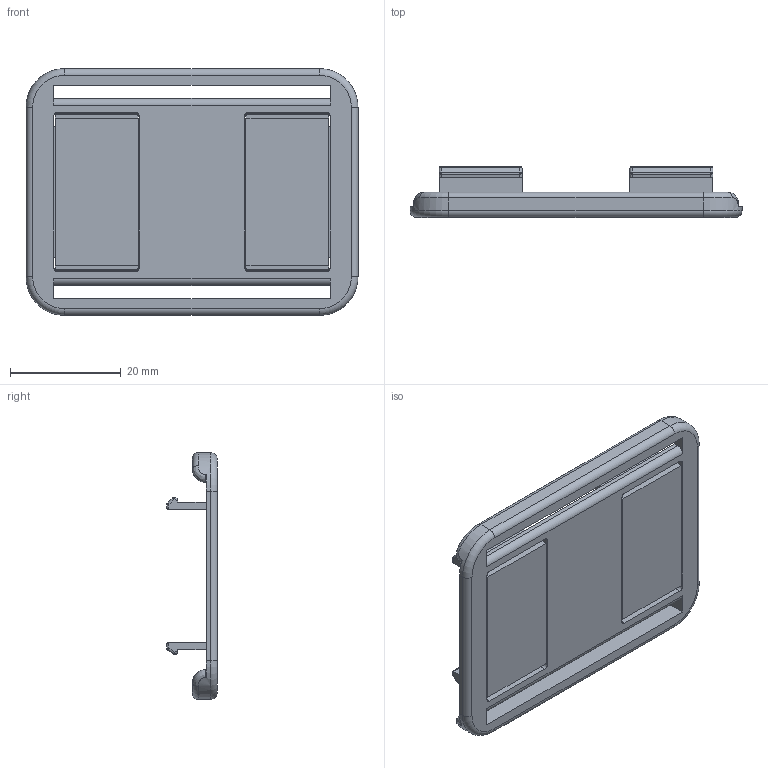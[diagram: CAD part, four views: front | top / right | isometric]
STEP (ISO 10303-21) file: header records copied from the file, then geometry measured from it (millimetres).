
FILE_DESCRIPTION (( 'STEP AP214' ), '1' );
FILE_NAME ('Chest clip.STEP', '2025-06-10T20:19:34', ( '' ), ( '' ), 'SwSTEP 2.0', 'SolidWorks 2024', '' );
FILE_SCHEMA (( 'AUTOMOTIVE_DESIGN' ));
Length unit declared in the file: millimetre
Products named in the file (1): Chest clip
Bounding box: 60 x 9.18 x 44.6 mm (x, y, z)
Volume: 5990.7 mm3; surface area: 8835.4 mm2
Topology: 3 solids, 3 shells, 171 faces, 428 edges, 249 vertices
Faces by surface type: plane 66, cylinder 64, sphere 18, bspline 12, torus 11
Entity records: 5364 total; most frequent: CARTESIAN_POINT 1380, ORIENTED_EDGE 832, DIRECTION 810, EDGE_CURVE 416, AXIS2_PLACEMENT_3D 277, LINE 256, VECTOR 256, VERTEX_POINT 247
